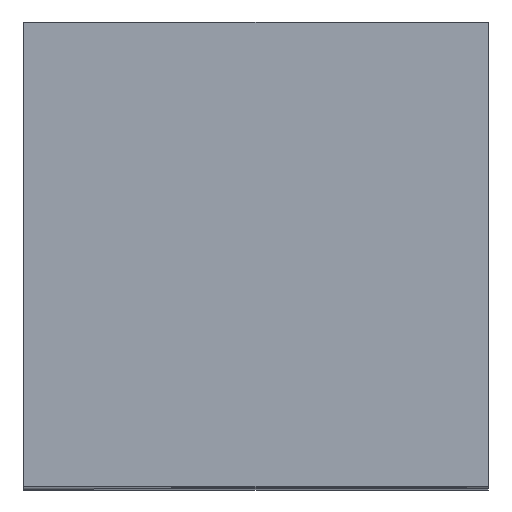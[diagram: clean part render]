
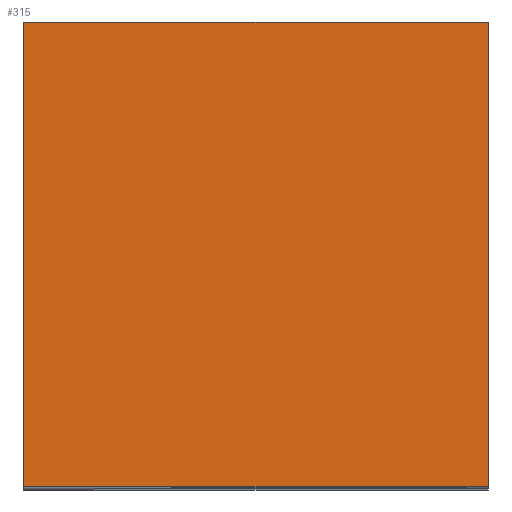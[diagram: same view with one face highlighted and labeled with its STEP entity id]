
A CAD part, top view. The second image highlights one B-rep face of the part: STEP entity #315.
In plain terms, the highlighted planar face has unit normal (0, 0, 1).
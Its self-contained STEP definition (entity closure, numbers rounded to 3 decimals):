
#35=FACE_OUTER_BOUND('',#53,.T.);
#53=EDGE_LOOP('',(#245,#246,#247,#248));
#72=LINE('',#482,#112);
#79=LINE('',#496,#119);
#81=LINE('',#499,#121);
#82=LINE('',#501,#122);
#112=VECTOR('',#392,10.);
#119=VECTOR('',#405,10.);
#121=VECTOR('',#409,10.);
#122=VECTOR('',#412,10.);
#150=VERTEX_POINT('',#479);
#151=VERTEX_POINT('',#481);
#154=VERTEX_POINT('',#493);
#155=VERTEX_POINT('',#495);
#178=EDGE_CURVE('',#150,#151,#72,.T.);
#185=EDGE_CURVE('',#155,#154,#79,.T.);
#187=EDGE_CURVE('',#155,#150,#81,.T.);
#188=EDGE_CURVE('',#151,#154,#82,.T.);
#245=ORIENTED_EDGE('',*,*,#185,.T.);
#246=ORIENTED_EDGE('',*,*,#188,.F.);
#247=ORIENTED_EDGE('',*,*,#178,.F.);
#248=ORIENTED_EDGE('',*,*,#187,.F.);
#297=PLANE('',#360);
#315=ADVANCED_FACE('',(#35),#297,.F.);
#360=AXIS2_PLACEMENT_3D('',#502,#413,#414);
#392=DIRECTION('',(0.,-1.,0.));
#405=DIRECTION('',(0.,-1.,0.));
#409=DIRECTION('',(1.,0.,0.));
#412=DIRECTION('',(-1.,0.,0.));
#413=DIRECTION('center_axis',(0.,0.,-1.));
#414=DIRECTION('ref_axis',(0.,1.,0.));
#479=CARTESIAN_POINT('',(120.,120.,250.));
#481=CARTESIAN_POINT('',(120.,0.,250.));
#482=CARTESIAN_POINT('',(120.,60.,250.));
#493=CARTESIAN_POINT('',(0.,0.,250.));
#495=CARTESIAN_POINT('',(0.,120.,250.));
#496=CARTESIAN_POINT('',(0.,60.,250.));
#499=CARTESIAN_POINT('',(60.,120.,250.));
#501=CARTESIAN_POINT('',(60.,0.,250.));
#502=CARTESIAN_POINT('Origin',(60.,60.,250.));
